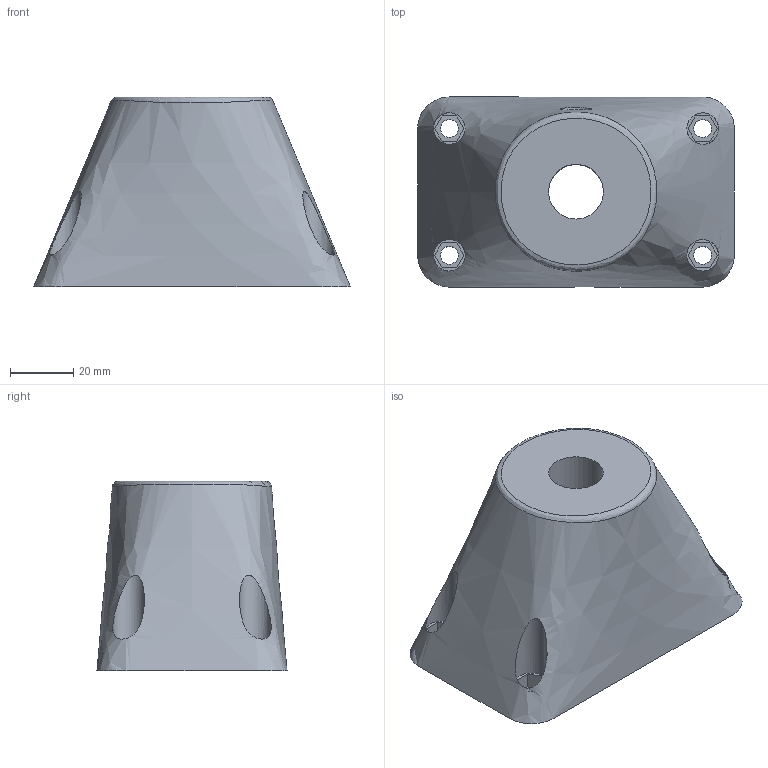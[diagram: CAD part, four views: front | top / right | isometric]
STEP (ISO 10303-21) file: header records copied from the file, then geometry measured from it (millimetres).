
FILE_DESCRIPTION(/* description */ (''),/* implementation_level */ '2;1');
FILE_NAME(/* name */ '',/* time_stamp */ '2025-11-29T16:54:41+09:00',/* author */ (''),/* organization */ (''),/* preprocessor_version */ 'ST-DEVELOPER v20.1',/* originating_system */ 'Autodesk Translation Framework v14.21.0.0',/* authorisation */ '');
FILE_SCHEMA (('AUTOMOTIVE_DESIGN { 1 0 10303 214 3 1 1 }'));
Length unit declared in the file: millimetre
Products named in the file (1): 03_支柱固定パーツ
Bounding box: 100.01 x 60.01 x 60 mm (x, y, z)
Volume: 221156.2 mm3; surface area: 26729.4 mm2
Topology: 1 solids, 1 shells, 48 faces, 123 edges, 86 vertices
Faces by surface type: plane 35, cylinder 11, bspline 2
Full cylindrical faces by diameter (mm): 4.2 x1, 5.6 x4, 10 x5, 17.3 x1
Entity records: 2240 total; most frequent: CARTESIAN_POINT 1024, ORIENTED_EDGE 246, DIRECTION 212, EDGE_CURVE 123, VERTEX_POINT 86, LINE 84, VECTOR 84, EDGE_LOOP 69
